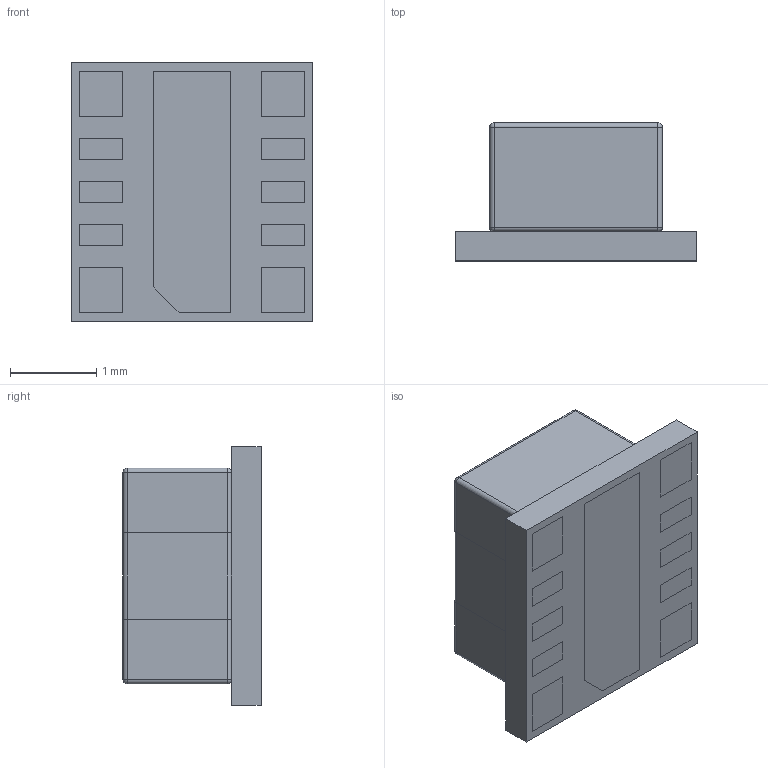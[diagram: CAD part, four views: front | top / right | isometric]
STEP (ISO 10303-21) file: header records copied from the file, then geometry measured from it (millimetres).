
FILE_DESCRIPTION (( 'STEP AP214' ), '1' );
FILE_NAME ('SIS11.STEP', '2023-12-27T13:55:13', ( '' ), ( '' ), 'SwSTEP 2.0', 'SolidWorks 2021', '' );
FILE_SCHEMA (( 'AUTOMOTIVE_DESIGN' ));
Length unit declared in the file: millimetre
Products named in the file (1): SIS11
Bounding box: 2.8 x 1.6 x 3 mm (x, y, z)
Volume: 9.1 mm3; surface area: 65.3 mm2
Topology: 16 solids, 16 shells, 182 faces, 398 edges, 252 vertices
Faces by surface type: plane 150, cylinder 24, sphere 8
Entity records: 4999 total; most frequent: CARTESIAN_POINT 825, DIRECTION 804, ORIENTED_EDGE 780, EDGE_CURVE 390, LINE 342, VECTOR 342, VERTEX_POINT 252, AXIS2_PLACEMENT_3D 231
